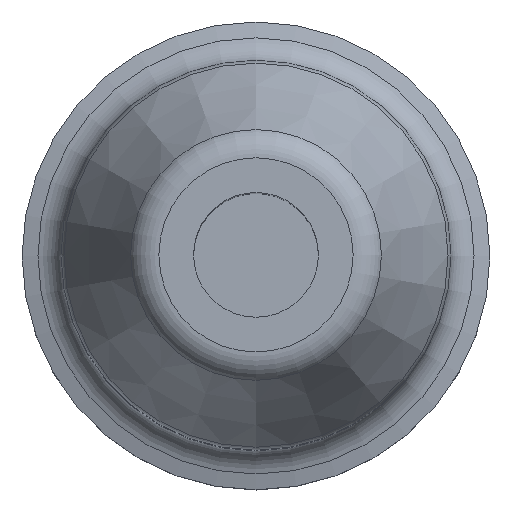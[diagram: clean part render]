
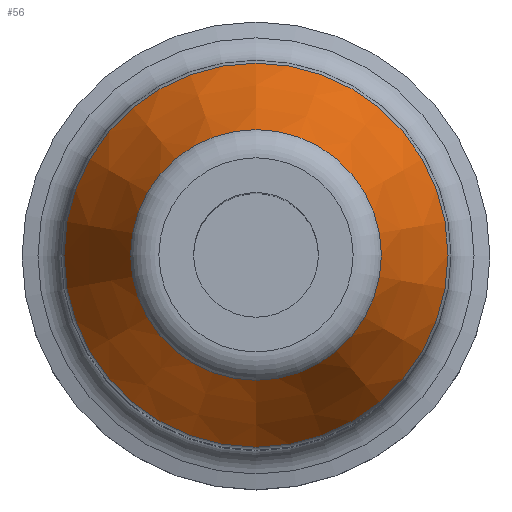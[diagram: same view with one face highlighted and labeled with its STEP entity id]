
A CAD part, top view. The second image highlights one B-rep face of the part: STEP entity #56.
In plain terms, the highlighted conical face has half-angle 25 degrees and reference radius 7.5 mm.
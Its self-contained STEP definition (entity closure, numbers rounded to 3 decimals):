
#52=CONICAL_SURFACE('',#226,7.5,25.);
#56=ADVANCED_FACE('',(#80,#81),#52,.T.);
#80=FACE_BOUND('',#110,.T.);
#81=FACE_BOUND('',#111,.T.);
#110=EDGE_LOOP('',(#142));
#111=EDGE_LOOP('',(#143));
#142=ORIENTED_EDGE('',*,*,#190,.T.);
#143=ORIENTED_EDGE('',*,*,#191,.T.);
#174=VERTEX_POINT('',#329);
#175=VERTEX_POINT('',#331);
#190=EDGE_CURVE('',#174,#174,#206,.T.);
#191=EDGE_CURVE('',#175,#175,#207,.T.);
#206=CIRCLE('',#224,12.313);
#207=CIRCLE('',#225,8.038);
#224=AXIS2_PLACEMENT_3D('',#328,#262,#263);
#225=AXIS2_PLACEMENT_3D('',#330,#264,#265);
#226=AXIS2_PLACEMENT_3D('',#332,#266,#267);
#262=DIRECTION('',(0.,0.,1.));
#263=DIRECTION('',(0.,-1.,0.));
#264=DIRECTION('',(0.,0.,-1.));
#265=DIRECTION('',(0.,1.,0.));
#266=DIRECTION('',(0.,0.,-1.));
#267=DIRECTION('',(0.,1.,0.));
#328=CARTESIAN_POINT('',(0.,0.,32.679));
#329=CARTESIAN_POINT('',(0.,-12.313,32.679));
#330=CARTESIAN_POINT('',(0.,0.,41.845));
#331=CARTESIAN_POINT('',(0.,8.038,41.845));
#332=CARTESIAN_POINT('',(0.,0.,43.));
